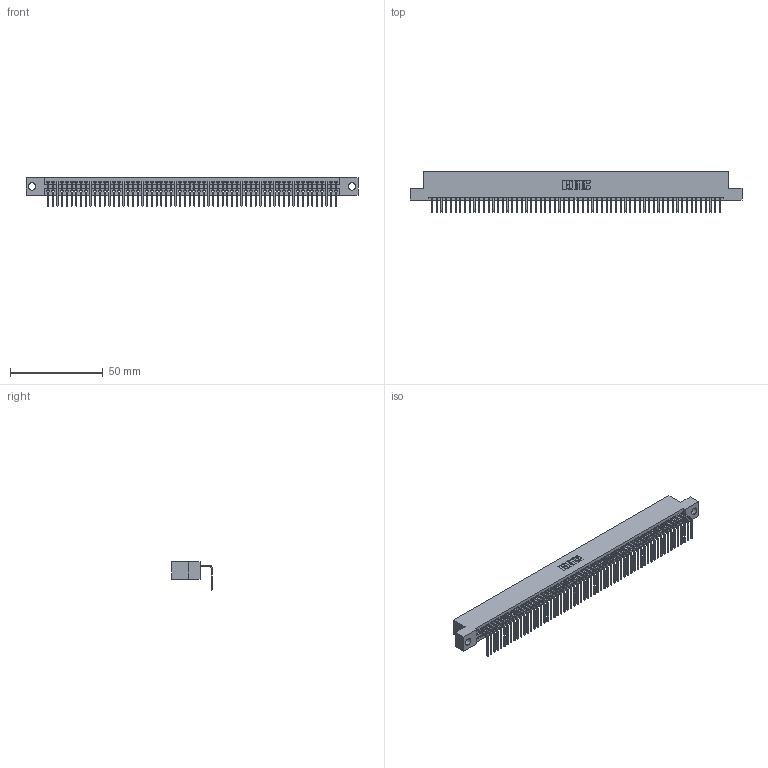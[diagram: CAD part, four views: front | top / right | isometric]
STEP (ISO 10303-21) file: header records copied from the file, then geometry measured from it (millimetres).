
FILE_DESCRIPTION (( 'STEP AP203' ), '1' );
FILE_NAME ('345-062-558-104.STEP', '2021-06-10T15:00:33', ( '' ), ( '' ), 'SwSTEP 2.0', 'SolidWorks 2020', '' );
FILE_SCHEMA (( 'CONFIG_CONTROL_DESIGN' ));
Length unit declared in the file: inch
Products named in the file (3): 345-062-558-104; 345 Part_Flush Mounting Lugs - 0.156 Dia-TI; 345-292-001_558 Tail - 2
Assembly tree (63 placements, depth 2):
  345-062-558-104
    345 Part_Flush Mounting Lugs - 0.156 Dia-TI
    345-292-001_558 Tail - 2  x62
Bounding box: 178.69 x 21.83 x 15.37 mm (x, y, z)
Volume: 17236.5 mm3; surface area: 24233.9 mm2
Topology: 63 solids, 63 shells, 3860 faces, 11661 edges, 7690 vertices
Faces by surface type: plane 2698, cylinder 1162
Entity records: 44473 total; most frequent: CARTESIAN_POINT 7712, ORIENTED_EDGE 7706, DIRECTION 6705, EDGE_CURVE 3853, LINE 3473, VECTOR 3473, VERTEX_POINT 2566, AXIS2_PLACEMENT_3D 1616
